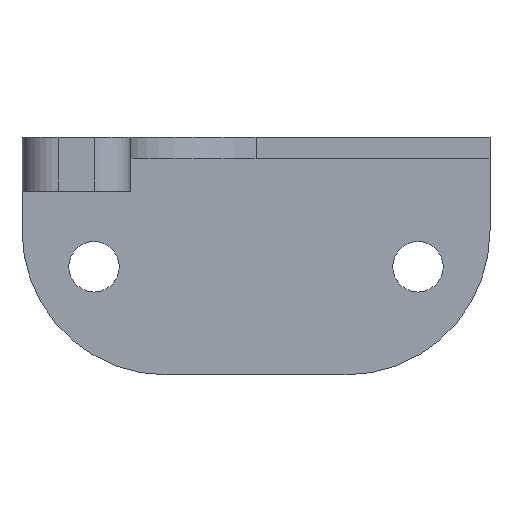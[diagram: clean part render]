
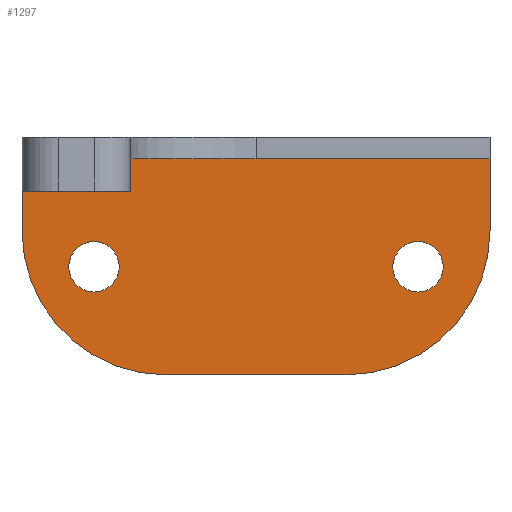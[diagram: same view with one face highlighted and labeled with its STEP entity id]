
A CAD part, front view. The second image highlights one B-rep face of the part: STEP entity #1297.
In plain terms, the highlighted planar face has unit normal (0, -1, 0).
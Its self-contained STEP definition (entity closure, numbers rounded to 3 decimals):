
#13 = DIRECTION ( 'NONE',  ( 0., -1., 0. ) ) ;
#17 = VECTOR ( 'NONE', #182, 1000. ) ;
#54 = EDGE_CURVE ( 'NONE', #217, #75, #514, .T. ) ;
#70 = DIRECTION ( 'NONE',  ( 0., 0., -1. ) ) ;
#75 = VERTEX_POINT ( 'NONE', #347 ) ;
#91 = ORIENTED_EDGE ( 'NONE', *, *, #131, .F. ) ;
#116 = FACE_OUTER_BOUND ( 'NONE', #822, .T. ) ;
#131 = EDGE_CURVE ( 'NONE', #805, #1369, #403, .T. ) ;
#135 = VERTEX_POINT ( 'NONE', #1184 ) ;
#147 = EDGE_CURVE ( 'NONE', #424, #217, #722, .T. ) ;
#175 = EDGE_CURVE ( 'NONE', #918, #658, #329, .T. ) ;
#182 = DIRECTION ( 'NONE',  ( -1., 0., 0. ) ) ;
#191 = CIRCLE ( 'NONE', #1408, 8. ) ;
#207 = CARTESIAN_POINT ( 'NONE',  ( 22., -3., 7.4 ) ) ;
#212 = CARTESIAN_POINT ( 'NONE',  ( 26., -3., 0. ) ) ;
#217 = VERTEX_POINT ( 'NONE', #1425 ) ;
#232 = CARTESIAN_POINT ( 'NONE',  ( 2., -3., 10.2 ) ) ;
#243 = AXIS2_PLACEMENT_3D ( 'NONE', #1521, #788, #70 ) ;
#254 = CARTESIAN_POINT ( 'NONE',  ( 1., -3., 10.2 ) ) ;
#308 = ORIENTED_EDGE ( 'NONE', *, *, #777, .T. ) ;
#324 = EDGE_CURVE ( 'NONE', #1369, #805, #1062, .T. ) ;
#329 = LINE ( 'NONE', #1091, #17 ) ;
#340 = ORIENTED_EDGE ( 'NONE', *, *, #324, .F. ) ;
#347 = CARTESIAN_POINT ( 'NONE',  ( 0., -3., 8. ) ) ;
#360 = LINE ( 'NONE', #795, #1272 ) ;
#369 = CARTESIAN_POINT ( 'NONE',  ( 22., -3., 4.6 ) ) ;
#394 = CIRCLE ( 'NONE', #574, 8. ) ;
#395 = DIRECTION ( 'NONE',  ( 0., -1., 0. ) ) ;
#397 = DIRECTION ( 'NONE',  ( -1., 0., 0. ) ) ;
#402 = FACE_BOUND ( 'NONE', #1188, .T. ) ;
#403 = CIRCLE ( 'NONE', #1185, 1.4 ) ;
#424 = VERTEX_POINT ( 'NONE', #254 ) ;
#435 = DIRECTION ( 'NONE',  ( 0., 0., -1. ) ) ;
#437 = CARTESIAN_POINT ( 'NONE',  ( 22., -3., 6. ) ) ;
#466 = AXIS2_PLACEMENT_3D ( 'NONE', #972, #1212, #495 ) ;
#495 = DIRECTION ( 'NONE',  ( 0., 0., 1. ) ) ;
#514 = LINE ( 'NONE', #1245, #1440 ) ;
#515 = CARTESIAN_POINT ( 'NONE',  ( 26., -3., 8. ) ) ;
#560 = DIRECTION ( 'NONE',  ( 0., 0., -1. ) ) ;
#561 = CARTESIAN_POINT ( 'NONE',  ( 4., -3., 7.4 ) ) ;
#569 = DIRECTION ( 'NONE',  ( -1., 0., 0. ) ) ;
#574 = AXIS2_PLACEMENT_3D ( 'NONE', #1392, #680, #1526 ) ;
#575 = ORIENTED_EDGE ( 'NONE', *, *, #1540, .T. ) ;
#626 = VECTOR ( 'NONE', #1078, 1000. ) ;
#636 = EDGE_CURVE ( 'NONE', #914, #1445, #1270, .T. ) ;
#643 = VECTOR ( 'NONE', #397, 1000. ) ;
#653 = VERTEX_POINT ( 'NONE', #1478 ) ;
#658 = VERTEX_POINT ( 'NONE', #872 ) ;
#669 = AXIS2_PLACEMENT_3D ( 'NONE', #437, #1281, #560 ) ;
#672 = DIRECTION ( 'NONE',  ( -0.707, 0., -0.707 ) ) ;
#674 = VERTEX_POINT ( 'NONE', #515 ) ;
#680 = DIRECTION ( 'NONE',  ( 0., -1., 0. ) ) ;
#684 = AXIS2_PLACEMENT_3D ( 'NONE', #1110, #395, #1228 ) ;
#689 = CARTESIAN_POINT ( 'NONE',  ( 8., -3., 8. ) ) ;
#722 = LINE ( 'NONE', #1252, #643 ) ;
#730 = CARTESIAN_POINT ( 'NONE',  ( 22., -3., 6. ) ) ;
#744 = EDGE_LOOP ( 'NONE', ( #1131, #1100 ) ) ;
#764 = VERTEX_POINT ( 'NONE', #1535 ) ;
#777 = EDGE_CURVE ( 'NONE', #75, #653, #191, .T. ) ;
#788 = DIRECTION ( 'NONE',  ( 0., -1., 0. ) ) ;
#795 = CARTESIAN_POINT ( 'NONE',  ( 26., -3., 12. ) ) ;
#805 = VERTEX_POINT ( 'NONE', #207 ) ;
#810 = ORIENTED_EDGE ( 'NONE', *, *, #54, .T. ) ;
#814 = DIRECTION ( 'NONE',  ( 0., 0., 1. ) ) ;
#821 = CARTESIAN_POINT ( 'NONE',  ( 4., -3., 4.6 ) ) ;
#822 = EDGE_LOOP ( 'NONE', ( #575, #1430, #1489, #810, #308, #1129, #1518, #1201, #1456 ) ) ;
#854 = DIRECTION ( 'NONE',  ( 0., 0., -1. ) ) ;
#872 = CARTESIAN_POINT ( 'NONE',  ( 2., -3., 12. ) ) ;
#914 = VERTEX_POINT ( 'NONE', #561 ) ;
#918 = VERTEX_POINT ( 'NONE', #1284 ) ;
#971 = EDGE_CURVE ( 'NONE', #1445, #914, #1020, .T. ) ;
#972 = CARTESIAN_POINT ( 'NONE',  ( 26., -3., 12. ) ) ;
#975 = EDGE_CURVE ( 'NONE', #135, #424, #1351, .T. ) ;
#991 = EDGE_CURVE ( 'NONE', #764, #674, #394, .T. ) ;
#1005 = EDGE_CURVE ( 'NONE', #918, #674, #360, .T. ) ;
#1020 = CIRCLE ( 'NONE', #243, 1.4 ) ;
#1060 = DIRECTION ( 'NONE',  ( 0., 0., -1. ) ) ;
#1062 = CIRCLE ( 'NONE', #669, 1.4 ) ;
#1078 = DIRECTION ( 'NONE',  ( 0., 0., -1. ) ) ;
#1091 = CARTESIAN_POINT ( 'NONE',  ( 26., -3., 12. ) ) ;
#1100 = ORIENTED_EDGE ( 'NONE', *, *, #636, .F. ) ;
#1110 = CARTESIAN_POINT ( 'NONE',  ( 4., -3., 6. ) ) ;
#1129 = ORIENTED_EDGE ( 'NONE', *, *, #1435, .F. ) ;
#1131 = ORIENTED_EDGE ( 'NONE', *, *, #971, .F. ) ;
#1184 = CARTESIAN_POINT ( 'NONE',  ( 2., -3., 11.2 ) ) ;
#1185 = AXIS2_PLACEMENT_3D ( 'NONE', #730, #13, #854 ) ;
#1188 = EDGE_LOOP ( 'NONE', ( #340, #91 ) ) ;
#1201 = ORIENTED_EDGE ( 'NONE', *, *, #1005, .F. ) ;
#1212 = DIRECTION ( 'NONE',  ( 0., 1., 0. ) ) ;
#1228 = DIRECTION ( 'NONE',  ( 0., 0., -1. ) ) ;
#1245 = CARTESIAN_POINT ( 'NONE',  ( 0., -3., 12. ) ) ;
#1252 = CARTESIAN_POINT ( 'NONE',  ( 2., -3., 10.2 ) ) ;
#1260 = LINE ( 'NONE', #232, #626 ) ;
#1270 = CIRCLE ( 'NONE', #684, 1.4 ) ;
#1272 = VECTOR ( 'NONE', #435, 1000. ) ;
#1281 = DIRECTION ( 'NONE',  ( 0., -1., 0. ) ) ;
#1284 = CARTESIAN_POINT ( 'NONE',  ( 26., -3., 12. ) ) ;
#1297 = ADVANCED_FACE ( 'NONE', ( #402, #1327, #116 ), #1335, .F. ) ;
#1318 = VECTOR ( 'NONE', #672, 1000. ) ;
#1327 = FACE_BOUND ( 'NONE', #744, .T. ) ;
#1335 = PLANE ( 'NONE',  #466 ) ;
#1351 = LINE ( 'NONE', #1387, #1318 ) ;
#1369 = VERTEX_POINT ( 'NONE', #369 ) ;
#1371 = VECTOR ( 'NONE', #569, 1000. ) ;
#1387 = CARTESIAN_POINT ( 'NONE',  ( 14.4, -3., 23.6 ) ) ;
#1392 = CARTESIAN_POINT ( 'NONE',  ( 18., -3., 8. ) ) ;
#1408 = AXIS2_PLACEMENT_3D ( 'NONE', #689, #1544, #814 ) ;
#1425 = CARTESIAN_POINT ( 'NONE',  ( 0., -3., 10.2 ) ) ;
#1430 = ORIENTED_EDGE ( 'NONE', *, *, #975, .T. ) ;
#1435 = EDGE_CURVE ( 'NONE', #764, #653, #1452, .T. ) ;
#1440 = VECTOR ( 'NONE', #1060, 1000. ) ;
#1445 = VERTEX_POINT ( 'NONE', #821 ) ;
#1452 = LINE ( 'NONE', #212, #1371 ) ;
#1456 = ORIENTED_EDGE ( 'NONE', *, *, #175, .T. ) ;
#1478 = CARTESIAN_POINT ( 'NONE',  ( 8., -3., 0. ) ) ;
#1489 = ORIENTED_EDGE ( 'NONE', *, *, #147, .T. ) ;
#1518 = ORIENTED_EDGE ( 'NONE', *, *, #991, .T. ) ;
#1521 = CARTESIAN_POINT ( 'NONE',  ( 4., -3., 6. ) ) ;
#1526 = DIRECTION ( 'NONE',  ( 0., 0., 1. ) ) ;
#1535 = CARTESIAN_POINT ( 'NONE',  ( 18., -3., 0. ) ) ;
#1540 = EDGE_CURVE ( 'NONE', #658, #135, #1260, .T. ) ;
#1544 = DIRECTION ( 'NONE',  ( 0., -1., 0. ) ) ;
